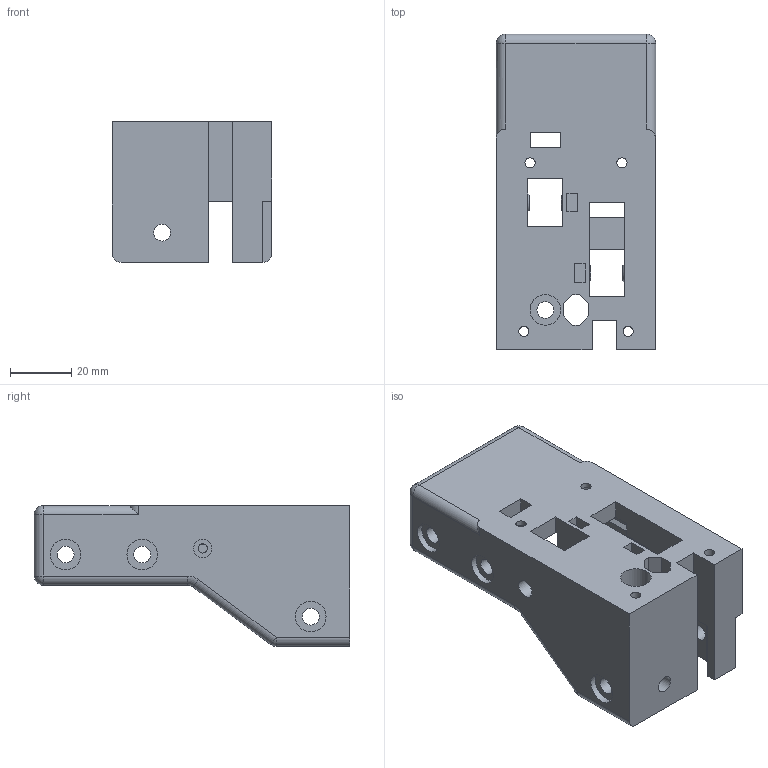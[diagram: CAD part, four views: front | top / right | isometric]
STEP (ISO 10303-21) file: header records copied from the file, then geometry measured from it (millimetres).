
FILE_DESCRIPTION(/* description */ (''),/* implementation_level */ '2;1');
FILE_NAME(/* name */ 'Step''s/1-Right Rear Idler Rev2 part 1A v2.step',/* time_stamp */ '2019-10-20T16:56:56-04:00',/* author */ (''),/* organization */ (''),/* preprocessor_version */ 'ST-DEVELOPER v18',/* originating_system */ 'Autodesk Translation Framework v8.6.0.1094',/* authorisation */ '');
FILE_SCHEMA (('AUTOMOTIVE_DESIGN { 1 0 10303 214 3 1 1 }'));
Length unit declared in the file: millimetre
Products named in the file (1): 1-Right Rear Idler Rev2 part 1A
Bounding box: 52 x 103 x 46 mm (x, y, z)
Volume: 87584.2 mm3; surface area: 31333.8 mm2
Topology: 1 solids, 1 shells, 161 faces, 443 edges, 300 vertices
Faces by surface type: plane 100, cylinder 49, sphere 6, cone 4, torus 2
Full cylindrical faces by diameter (mm): 3 x6, 3.3 x4, 5 x4, 5.5 x8, 6 x2, 10 x6
Entity records: 5304 total; most frequent: DIRECTION 914, CARTESIAN_POINT 905, ORIENTED_EDGE 886, EDGE_CURVE 443, AXIS2_PLACEMENT_3D 309, VERTEX_POINT 300, LINE 296, VECTOR 296
